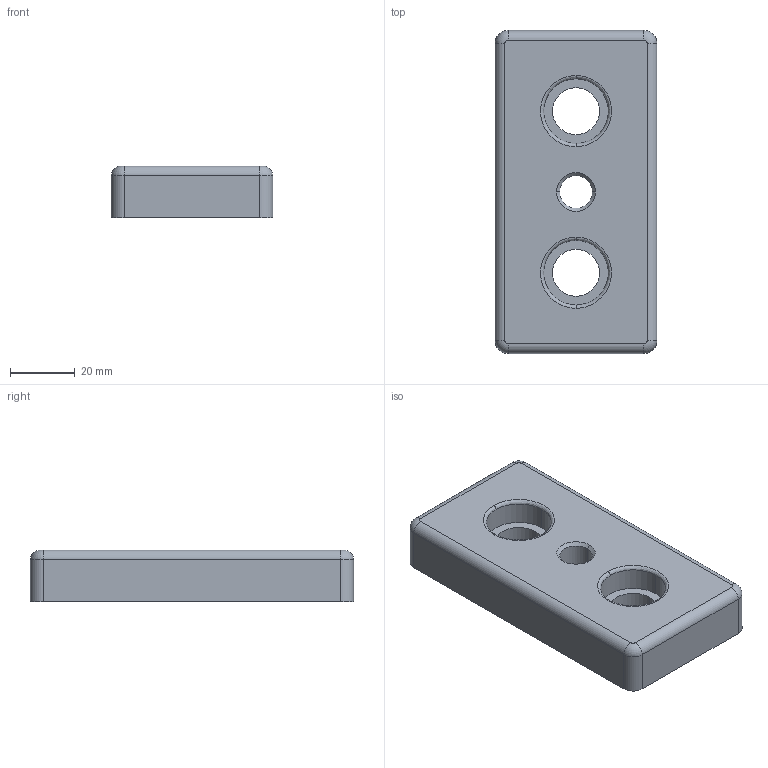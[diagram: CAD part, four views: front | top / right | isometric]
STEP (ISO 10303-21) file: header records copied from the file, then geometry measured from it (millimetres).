
FILE_DESCRIPTION (( 'STEP AP203' ), '1' );
FILE_NAME ('413500302_c_1.STEP', '2023-05-14T22:49:02', ( '' ), ( '' ), 'SwSTEP 2.0', 'SolidWorks 2014', '' );
FILE_SCHEMA (( 'CONFIG_CONTROL_DESIGN' ));
Length unit declared in the file: millimetre
Products named in the file (1): 413500302_c_1
Bounding box: 50 x 100 x 16 mm (x, y, z)
Volume: 47817.3 mm3; surface area: 21695.3 mm2
Topology: 1 solids, 1 shells, 164 faces, 396 edges, 222 vertices
Faces by surface type: cylinder 82, bspline 44, plane 32, torus 4, cone 2
Entity records: 5491 total; most frequent: CARTESIAN_POINT 1755, DIRECTION 812, ORIENTED_EDGE 752, EDGE_CURVE 376, AXIS2_PLACEMENT_3D 331, VERTEX_POINT 222, CIRCLE 210, EDGE_LOOP 178
